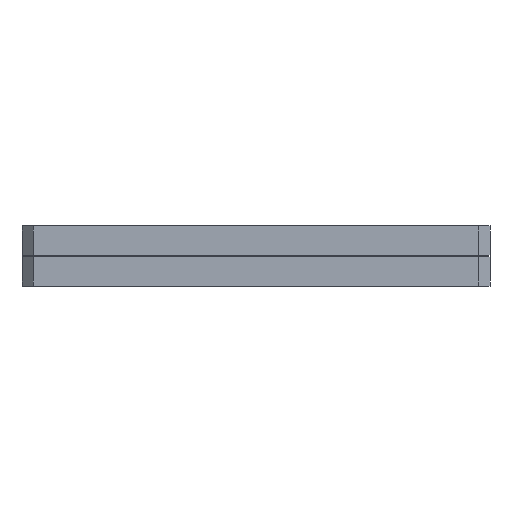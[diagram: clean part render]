
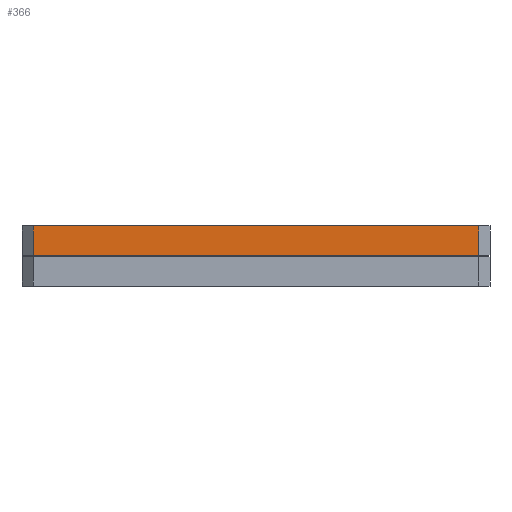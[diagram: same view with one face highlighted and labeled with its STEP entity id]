
A CAD part, front view. The second image highlights one B-rep face of the part: STEP entity #366.
In plain terms, the highlighted planar face has unit normal (0, -1, 0).
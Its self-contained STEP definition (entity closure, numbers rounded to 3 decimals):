
#41 = ORIENTED_EDGE ( 'NONE', *, *, #1241, .T. ) ;
#47 = DIRECTION ( 'NONE',  ( 1., 0., 0. ) ) ;
#97 = CARTESIAN_POINT ( 'NONE',  ( 100., -105., -13.25 ) ) ;
#237 = EDGE_CURVE ( 'NONE', #1758, #1596, #590, .T. ) ;
#290 = VECTOR ( 'NONE', #47, 1000. ) ;
#330 = AXIS2_PLACEMENT_3D ( 'NONE', #572, #1579, #718 ) ;
#364 = CARTESIAN_POINT ( 'NONE',  ( 100., -105., 0. ) ) ;
#366 = ADVANCED_FACE ( 'NONE', ( #1816 ), #1426, .T. ) ;
#469 = ORIENTED_EDGE ( 'NONE', *, *, #1567, .T. ) ;
#572 = CARTESIAN_POINT ( 'NONE',  ( 105., -105., 0. ) ) ;
#590 = LINE ( 'NONE', #965, #1509 ) ;
#680 = LINE ( 'NONE', #1491, #290 ) ;
#713 = VERTEX_POINT ( 'NONE', #815 ) ;
#718 = DIRECTION ( 'NONE',  ( 0., 0., -1. ) ) ;
#743 = VECTOR ( 'NONE', #821, 1000. ) ;
#780 = VERTEX_POINT ( 'NONE', #97 ) ;
#791 = ORIENTED_EDGE ( 'NONE', *, *, #237, .T. ) ;
#815 = CARTESIAN_POINT ( 'NONE',  ( 100., -105., 0. ) ) ;
#821 = DIRECTION ( 'NONE',  ( -1., 0., 0. ) ) ;
#913 = EDGE_LOOP ( 'NONE', ( #469, #41, #1782, #791 ) ) ;
#965 = CARTESIAN_POINT ( 'NONE',  ( -100., -105., 0. ) ) ;
#1165 = LINE ( 'NONE', #364, #1560 ) ;
#1241 = EDGE_CURVE ( 'NONE', #780, #713, #1165, .T. ) ;
#1397 = CARTESIAN_POINT ( 'NONE',  ( -100., -105., 0. ) ) ;
#1426 = PLANE ( 'NONE',  #330 ) ;
#1491 = CARTESIAN_POINT ( 'NONE',  ( -225., -105., -13.25 ) ) ;
#1509 = VECTOR ( 'NONE', #1836, 1000. ) ;
#1557 = LINE ( 'NONE', #1846, #743 ) ;
#1560 = VECTOR ( 'NONE', #1667, 1000. ) ;
#1567 = EDGE_CURVE ( 'NONE', #1596, #780, #680, .T. ) ;
#1579 = DIRECTION ( 'NONE',  ( 0., -1., 0. ) ) ;
#1596 = VERTEX_POINT ( 'NONE', #1647 ) ;
#1647 = CARTESIAN_POINT ( 'NONE',  ( -100., -105., -13.25 ) ) ;
#1667 = DIRECTION ( 'NONE',  ( 0., 0., 1. ) ) ;
#1726 = EDGE_CURVE ( 'NONE', #713, #1758, #1557, .T. ) ;
#1758 = VERTEX_POINT ( 'NONE', #1397 ) ;
#1782 = ORIENTED_EDGE ( 'NONE', *, *, #1726, .T. ) ;
#1816 = FACE_OUTER_BOUND ( 'NONE', #913, .T. ) ;
#1836 = DIRECTION ( 'NONE',  ( 0., 0., -1. ) ) ;
#1846 = CARTESIAN_POINT ( 'NONE',  ( 105., -105., 0. ) ) ;
